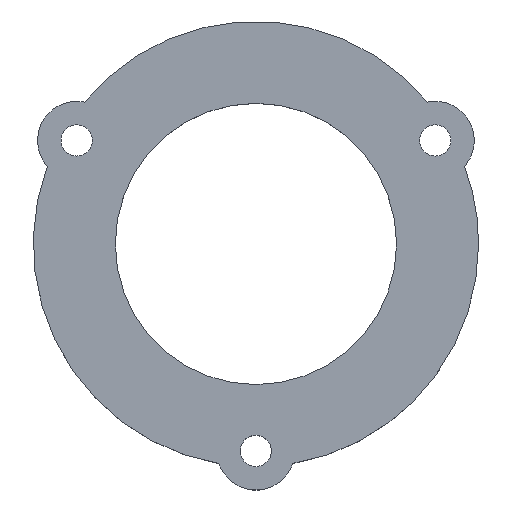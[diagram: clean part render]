
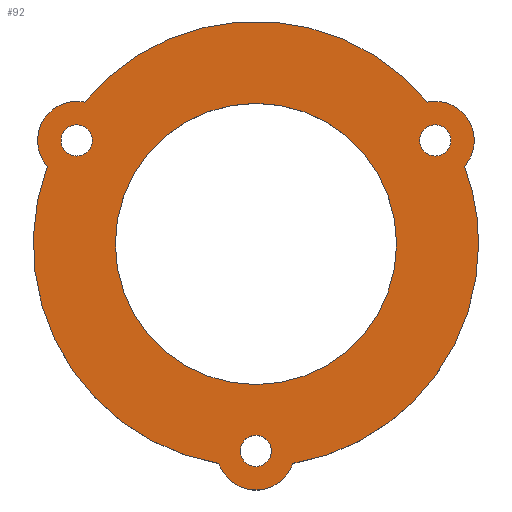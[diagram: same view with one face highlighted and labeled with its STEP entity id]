
A CAD part, top view. The second image highlights one B-rep face of the part: STEP entity #92.
In plain terms, the highlighted planar face has unit normal (0, 0, 1).
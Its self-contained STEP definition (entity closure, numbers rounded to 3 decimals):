
#1 = EDGE_LOOP ( 'NONE', ( #223, #825 ) ) ;
#2 = EDGE_LOOP ( 'NONE', ( #162, #418, #650, #1018, #774, #490, #368, #1145 ) ) ;
#44 = CIRCLE ( 'NONE', #954, 28.5 ) ;
#45 = EDGE_CURVE ( 'NONE', #1247, #855, #113, .T. ) ;
#46 = DIRECTION ( 'NONE',  ( 0., 0., 1. ) ) ;
#49 = CARTESIAN_POINT ( 'NONE',  ( 20.95, 13.25, 0. ) ) ;
#58 = CARTESIAN_POINT ( 'NONE',  ( -11.475, 6.625, 0. ) ) ;
#75 = DIRECTION ( 'NONE',  ( 1., 0., 0. ) ) ;
#77 = VERTEX_POINT ( 'NONE', #912 ) ;
#84 = EDGE_CURVE ( 'NONE', #720, #1247, #950, .T. ) ;
#88 = CARTESIAN_POINT ( 'NONE',  ( 0., 0., 0. ) ) ;
#92 = ADVANCED_FACE ( 'NONE', ( #1045, #157, #564, #742, #145 ), #967, .T. ) ;
#113 = CIRCLE ( 'NONE', #681, 5. ) ;
#115 = CIRCLE ( 'NONE', #596, 2. ) ;
#130 = CARTESIAN_POINT ( 'NONE',  ( 22.95, 13.25, 0. ) ) ;
#136 = CIRCLE ( 'NONE', #450, 2. ) ;
#137 = ORIENTED_EDGE ( 'NONE', *, *, #374, .F. ) ;
#145 = FACE_OUTER_BOUND ( 'NONE', #2, .T. ) ;
#149 = CIRCLE ( 'NONE', #191, 5. ) ;
#152 = VERTEX_POINT ( 'NONE', #460 ) ;
#154 = DIRECTION ( 'NONE',  ( 1., 0., 0. ) ) ;
#156 = DIRECTION ( 'NONE',  ( 0., 0., 1. ) ) ;
#157 = FACE_BOUND ( 'NONE', #1, .T. ) ;
#162 = ORIENTED_EDGE ( 'NONE', *, *, #1299, .T. ) ;
#172 = CIRCLE ( 'NONE', #1119, 18. ) ;
#179 = EDGE_CURVE ( 'NONE', #77, #1052, #149, .T. ) ;
#191 = AXIS2_PLACEMENT_3D ( 'NONE', #644, #649, #861 ) ;
#195 = CARTESIAN_POINT ( 'NONE',  ( 0., 0., 0. ) ) ;
#223 = ORIENTED_EDGE ( 'NONE', *, *, #985, .F. ) ;
#225 = EDGE_CURVE ( 'NONE', #870, #904, #812, .T. ) ;
#231 = CIRCLE ( 'NONE', #256, 5. ) ;
#233 = CIRCLE ( 'NONE', #660, 28.5 ) ;
#239 = CARTESIAN_POINT ( 'NONE',  ( 22.95, 13.25, 0. ) ) ;
#243 = CARTESIAN_POINT ( 'NONE',  ( 0., -26.5, 0. ) ) ;
#251 = CIRCLE ( 'NONE', #470, 18. ) ;
#256 = AXIS2_PLACEMENT_3D ( 'NONE', #982, #267, #959 ) ;
#257 = CARTESIAN_POINT ( 'NONE',  ( 21.971, 18.153, 0. ) ) ;
#267 = DIRECTION ( 'NONE',  ( 0., 0., 1. ) ) ;
#276 = CARTESIAN_POINT ( 'NONE',  ( -21.971, 18.153, 0. ) ) ;
#282 = AXIS2_PLACEMENT_3D ( 'NONE', #58, #1240, #1140 ) ;
#312 = DIRECTION ( 'NONE',  ( 0., 0., 1. ) ) ;
#316 = DIRECTION ( 'NONE',  ( 1., 0., 0. ) ) ;
#348 = DIRECTION ( 'NONE',  ( 0., 0., 1. ) ) ;
#355 = CARTESIAN_POINT ( 'NONE',  ( 4.736, -28.104, 0. ) ) ;
#368 = ORIENTED_EDGE ( 'NONE', *, *, #84, .T. ) ;
#374 = EDGE_CURVE ( 'NONE', #652, #434, #251, .T. ) ;
#418 = ORIENTED_EDGE ( 'NONE', *, *, #867, .T. ) ;
#434 = VERTEX_POINT ( 'NONE', #1100 ) ;
#435 = EDGE_CURVE ( 'NONE', #948, #472, #520, .T. ) ;
#450 = AXIS2_PLACEMENT_3D ( 'NONE', #243, #1281, #471 ) ;
#460 = CARTESIAN_POINT ( 'NONE',  ( -26.706, 9.951, 0. ) ) ;
#466 = CARTESIAN_POINT ( 'NONE',  ( 24.95, 13.25, 0. ) ) ;
#470 = AXIS2_PLACEMENT_3D ( 'NONE', #88, #1295, #802 ) ;
#471 = DIRECTION ( 'NONE',  ( 1., 0., 0. ) ) ;
#472 = VERTEX_POINT ( 'NONE', #928 ) ;
#490 = ORIENTED_EDGE ( 'NONE', *, *, #1293, .T. ) ;
#511 = CARTESIAN_POINT ( 'NONE',  ( 0., 0., 0. ) ) ;
#520 = CIRCLE ( 'NONE', #871, 2. ) ;
#528 = DIRECTION ( 'NONE',  ( 0., 0., 1. ) ) ;
#531 = DIRECTION ( 'NONE',  ( 1., 0., 0. ) ) ;
#541 = ORIENTED_EDGE ( 'NONE', *, *, #1007, .F. ) ;
#557 = VERTEX_POINT ( 'NONE', #837 ) ;
#558 = EDGE_CURVE ( 'NONE', #850, #841, #115, .T. ) ;
#564 = FACE_BOUND ( 'NONE', #783, .T. ) ;
#577 = CIRCLE ( 'NONE', #936, 2. ) ;
#580 = CARTESIAN_POINT ( 'NONE',  ( -2., -26.5, 0. ) ) ;
#594 = DIRECTION ( 'NONE',  ( 1., 0., 0. ) ) ;
#596 = AXIS2_PLACEMENT_3D ( 'NONE', #1072, #46, #740 ) ;
#597 = ORIENTED_EDGE ( 'NONE', *, *, #831, .F. ) ;
#617 = ORIENTED_EDGE ( 'NONE', *, *, #435, .F. ) ;
#633 = CARTESIAN_POINT ( 'NONE',  ( 27.95, 13.25, 0. ) ) ;
#644 = CARTESIAN_POINT ( 'NONE',  ( 0., -26.5, 0. ) ) ;
#647 = EDGE_LOOP ( 'NONE', ( #617, #1125 ) ) ;
#649 = DIRECTION ( 'NONE',  ( 0., 0., 1. ) ) ;
#650 = ORIENTED_EDGE ( 'NONE', *, *, #943, .T. ) ;
#652 = VERTEX_POINT ( 'NONE', #863 ) ;
#660 = AXIS2_PLACEMENT_3D ( 'NONE', #1192, #915, #712 ) ;
#668 = EDGE_LOOP ( 'NONE', ( #597, #137 ) ) ;
#681 = AXIS2_PLACEMENT_3D ( 'NONE', #130, #1028, #531 ) ;
#682 = AXIS2_PLACEMENT_3D ( 'NONE', #1054, #348, #1039 ) ;
#708 = AXIS2_PLACEMENT_3D ( 'NONE', #239, #755, #154 ) ;
#712 = DIRECTION ( 'NONE',  ( 1., 0., 0. ) ) ;
#717 = CARTESIAN_POINT ( 'NONE',  ( 26.706, 9.951, 0. ) ) ;
#720 = VERTEX_POINT ( 'NONE', #717 ) ;
#723 = EDGE_CURVE ( 'NONE', #1052, #557, #767, .T. ) ;
#740 = DIRECTION ( 'NONE',  ( 1., 0., 0. ) ) ;
#742 = FACE_BOUND ( 'NONE', #668, .T. ) ;
#755 = DIRECTION ( 'NONE',  ( 0., 0., 1. ) ) ;
#760 = DIRECTION ( 'NONE',  ( 1., 0., 0. ) ) ;
#767 = CIRCLE ( 'NONE', #1228, 28.5 ) ;
#769 = EDGE_CURVE ( 'NONE', #472, #948, #577, .T. ) ;
#774 = ORIENTED_EDGE ( 'NONE', *, *, #723, .T. ) ;
#783 = EDGE_LOOP ( 'NONE', ( #541, #1236 ) ) ;
#802 = DIRECTION ( 'NONE',  ( 1., 0., 0. ) ) ;
#812 = CIRCLE ( 'NONE', #682, 2. ) ;
#825 = ORIENTED_EDGE ( 'NONE', *, *, #225, .F. ) ;
#831 = EDGE_CURVE ( 'NONE', #434, #652, #172, .T. ) ;
#835 = AXIS2_PLACEMENT_3D ( 'NONE', #1211, #312, #844 ) ;
#837 = CARTESIAN_POINT ( 'NONE',  ( 28.5, 0., 0. ) ) ;
#841 = VERTEX_POINT ( 'NONE', #1154 ) ;
#844 = DIRECTION ( 'NONE',  ( 1., 0., 0. ) ) ;
#850 = VERTEX_POINT ( 'NONE', #580 ) ;
#855 = VERTEX_POINT ( 'NONE', #257 ) ;
#861 = DIRECTION ( 'NONE',  ( 1., 0., 0. ) ) ;
#863 = CARTESIAN_POINT ( 'NONE',  ( -18., 0., 0. ) ) ;
#867 = EDGE_CURVE ( 'NONE', #1167, #152, #231, .T. ) ;
#870 = VERTEX_POINT ( 'NONE', #49 ) ;
#871 = AXIS2_PLACEMENT_3D ( 'NONE', #1227, #528, #316 ) ;
#874 = AXIS2_PLACEMENT_3D ( 'NONE', #1142, #971, #760 ) ;
#904 = VERTEX_POINT ( 'NONE', #466 ) ;
#912 = CARTESIAN_POINT ( 'NONE',  ( -4.736, -28.104, 0. ) ) ;
#915 = DIRECTION ( 'NONE',  ( 0., 0., 1. ) ) ;
#928 = CARTESIAN_POINT ( 'NONE',  ( -24.95, 13.25, 0. ) ) ;
#936 = AXIS2_PLACEMENT_3D ( 'NONE', #1013, #1190, #1291 ) ;
#943 = EDGE_CURVE ( 'NONE', #152, #77, #1269, .T. ) ;
#948 = VERTEX_POINT ( 'NONE', #964 ) ;
#950 = CIRCLE ( 'NONE', #835, 5. ) ;
#954 = AXIS2_PLACEMENT_3D ( 'NONE', #511, #1207, #594 ) ;
#959 = DIRECTION ( 'NONE',  ( 1., 0., 0. ) ) ;
#964 = CARTESIAN_POINT ( 'NONE',  ( -20.95, 13.25, 0. ) ) ;
#967 = PLANE ( 'NONE',  #282 ) ;
#971 = DIRECTION ( 'NONE',  ( 0., 0., 1. ) ) ;
#982 = CARTESIAN_POINT ( 'NONE',  ( -22.95, 13.25, 0. ) ) ;
#985 = EDGE_CURVE ( 'NONE', #904, #870, #1059, .T. ) ;
#986 = CARTESIAN_POINT ( 'NONE',  ( 0., 0., 0. ) ) ;
#1007 = EDGE_CURVE ( 'NONE', #841, #850, #136, .T. ) ;
#1013 = CARTESIAN_POINT ( 'NONE',  ( -22.95, 13.25, 0. ) ) ;
#1018 = ORIENTED_EDGE ( 'NONE', *, *, #179, .T. ) ;
#1028 = DIRECTION ( 'NONE',  ( 0., 0., 1. ) ) ;
#1039 = DIRECTION ( 'NONE',  ( 1., 0., 0. ) ) ;
#1045 = FACE_BOUND ( 'NONE', #647, .T. ) ;
#1052 = VERTEX_POINT ( 'NONE', #355 ) ;
#1054 = CARTESIAN_POINT ( 'NONE',  ( 22.95, 13.25, 0. ) ) ;
#1059 = CIRCLE ( 'NONE', #708, 2. ) ;
#1072 = CARTESIAN_POINT ( 'NONE',  ( 0., -26.5, 0. ) ) ;
#1095 = DIRECTION ( 'NONE',  ( 1., 0., 0. ) ) ;
#1100 = CARTESIAN_POINT ( 'NONE',  ( 18., 0., 0. ) ) ;
#1119 = AXIS2_PLACEMENT_3D ( 'NONE', #986, #156, #75 ) ;
#1125 = ORIENTED_EDGE ( 'NONE', *, *, #769, .F. ) ;
#1140 = DIRECTION ( 'NONE',  ( 1., 0., 0. ) ) ;
#1142 = CARTESIAN_POINT ( 'NONE',  ( 0., 0., 0. ) ) ;
#1145 = ORIENTED_EDGE ( 'NONE', *, *, #45, .T. ) ;
#1154 = CARTESIAN_POINT ( 'NONE',  ( 2., -26.5, 0. ) ) ;
#1167 = VERTEX_POINT ( 'NONE', #276 ) ;
#1190 = DIRECTION ( 'NONE',  ( 0., 0., 1. ) ) ;
#1192 = CARTESIAN_POINT ( 'NONE',  ( 0., 0., 0. ) ) ;
#1198 = DIRECTION ( 'NONE',  ( 0., 0., 1. ) ) ;
#1207 = DIRECTION ( 'NONE',  ( 0., 0., 1. ) ) ;
#1211 = CARTESIAN_POINT ( 'NONE',  ( 22.95, 13.25, 0. ) ) ;
#1227 = CARTESIAN_POINT ( 'NONE',  ( -22.95, 13.25, 0. ) ) ;
#1228 = AXIS2_PLACEMENT_3D ( 'NONE', #195, #1198, #1095 ) ;
#1236 = ORIENTED_EDGE ( 'NONE', *, *, #558, .F. ) ;
#1240 = DIRECTION ( 'NONE',  ( 0., 0., 1. ) ) ;
#1247 = VERTEX_POINT ( 'NONE', #633 ) ;
#1269 = CIRCLE ( 'NONE', #874, 28.5 ) ;
#1281 = DIRECTION ( 'NONE',  ( 0., 0., 1. ) ) ;
#1291 = DIRECTION ( 'NONE',  ( 1., 0., 0. ) ) ;
#1293 = EDGE_CURVE ( 'NONE', #557, #720, #44, .T. ) ;
#1295 = DIRECTION ( 'NONE',  ( 0., 0., 1. ) ) ;
#1299 = EDGE_CURVE ( 'NONE', #855, #1167, #233, .T. ) ;
